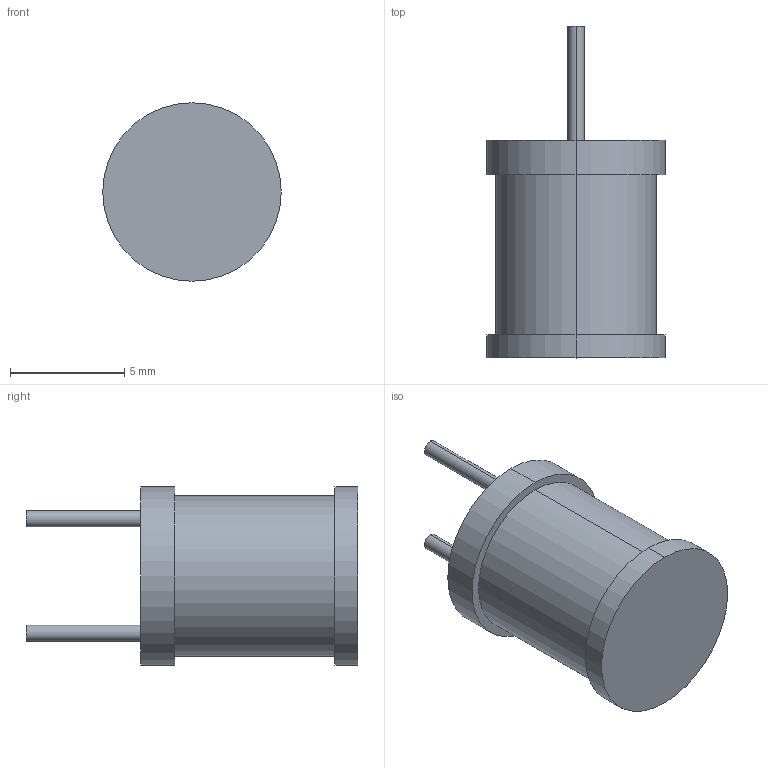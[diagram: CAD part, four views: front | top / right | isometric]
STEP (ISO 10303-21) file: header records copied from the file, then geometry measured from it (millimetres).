
FILE_DESCRIPTION (( 'STEP AP214' ), '1' );
FILE_NAME ('User Library-RCH89NP-473K.STEP', '2014-06-13T14:09:51', ( 'Windows User' ), ( '' ), 'SwSTEP 2.0', 'SolidWorks 2014', '' );
FILE_SCHEMA (( 'AUTOMOTIVE_DESIGN' ));
Length unit declared in the file: millimetre
Products named in the file (1): User Library-RCH89NP-473K
Bounding box: 7.8 x 14.5 x 7.8 mm (x, y, z)
Volume: 392.7 mm3; surface area: 351.4 mm2
Topology: 1 solids, 1 shells, 16 faces, 30 edges, 20 vertices
Faces by surface type: cylinder 10, plane 6
Entity records: 536 total; most frequent: DIRECTION 84, CARTESIAN_POINT 67, ORIENTED_EDGE 60, AXIS2_PLACEMENT_3D 37, EDGE_CURVE 30, EDGE_LOOP 20, VERTEX_POINT 20, CIRCLE 20
